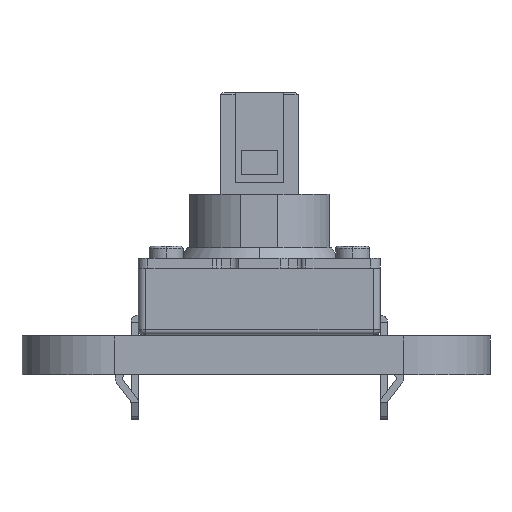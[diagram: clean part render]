
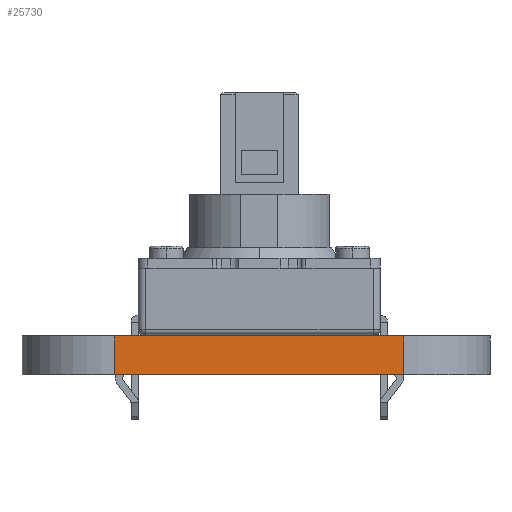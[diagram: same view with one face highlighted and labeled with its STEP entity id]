
A CAD part, front view. The second image highlights one B-rep face of the part: STEP entity #25730.
In plain terms, the highlighted planar face has unit normal (0, -1, 0).
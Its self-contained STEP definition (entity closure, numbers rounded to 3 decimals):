
#25730 = ADVANCED_FACE('',(#25731),#25745,.T.);
#25731 = FACE_BOUND('',#25732,.T.);
#25732 = EDGE_LOOP('',(#25733,#25768,#25796,#25824));
#25733 = ORIENTED_EDGE('',*,*,#25734,.T.);
#25734 = EDGE_CURVE('',#25735,#25737,#25739,.T.);
#25735 = VERTEX_POINT('',#25736);
#25736 = CARTESIAN_POINT('',(164.592,-99.314,0.));
#25737 = VERTEX_POINT('',#25738);
#25738 = CARTESIAN_POINT('',(164.592,-99.314,1.6));
#25739 = SURFACE_CURVE('',#25740,(#25744,#25756),.PCURVE_S1.);
#25740 = LINE('',#25741,#25742);
#25741 = CARTESIAN_POINT('',(164.592,-99.314,0.));
#25742 = VECTOR('',#25743,1.);
#25743 = DIRECTION('',(0.,0.,1.));
#25744 = PCURVE('',#25745,#25750);
#25745 = PLANE('',#25746);
#25746 = AXIS2_PLACEMENT_3D('',#25747,#25748,#25749);
#25747 = CARTESIAN_POINT('',(164.592,-99.314,0.));
#25748 = DIRECTION('',(0.,-1.,0.));
#25749 = DIRECTION('',(-1.,0.,0.));
#25750 = DEFINITIONAL_REPRESENTATION('',(#25751),#25755);
#25751 = LINE('',#25752,#25753);
#25752 = CARTESIAN_POINT('',(0.,-0.));
#25753 = VECTOR('',#25754,1.);
#25754 = DIRECTION('',(0.,-1.));
#25755 = ( GEOMETRIC_REPRESENTATION_CONTEXT(2) 
PARAMETRIC_REPRESENTATION_CONTEXT() REPRESENTATION_CONTEXT('2D SPACE',''
  ) );
#25756 = PCURVE('',#25757,#25762);
#25757 = CYLINDRICAL_SURFACE('',#25758,3.556);
#25758 = AXIS2_PLACEMENT_3D('',#25759,#25760,#25761);
#25759 = CARTESIAN_POINT('',(164.592,-95.758,0.));
#25760 = DIRECTION('',(-0.,-0.,-1.));
#25761 = DIRECTION('',(1.,0.,-0.));
#25762 = DEFINITIONAL_REPRESENTATION('',(#25763),#25767);
#25763 = LINE('',#25764,#25765);
#25764 = CARTESIAN_POINT('',(-4.712,0.));
#25765 = VECTOR('',#25766,1.);
#25766 = DIRECTION('',(-0.,-1.));
#25767 = ( GEOMETRIC_REPRESENTATION_CONTEXT(2) 
PARAMETRIC_REPRESENTATION_CONTEXT() REPRESENTATION_CONTEXT('2D SPACE',''
  ) );
#25768 = ORIENTED_EDGE('',*,*,#25769,.T.);
#25769 = EDGE_CURVE('',#25737,#25770,#25772,.T.);
#25770 = VERTEX_POINT('',#25771);
#25771 = CARTESIAN_POINT('',(152.654,-99.314,1.6));
#25772 = SURFACE_CURVE('',#25773,(#25777,#25784),.PCURVE_S1.);
#25773 = LINE('',#25774,#25775);
#25774 = CARTESIAN_POINT('',(164.592,-99.314,1.6));
#25775 = VECTOR('',#25776,1.);
#25776 = DIRECTION('',(-1.,0.,0.));
#25777 = PCURVE('',#25745,#25778);
#25778 = DEFINITIONAL_REPRESENTATION('',(#25779),#25783);
#25779 = LINE('',#25780,#25781);
#25780 = CARTESIAN_POINT('',(0.,-1.6));
#25781 = VECTOR('',#25782,1.);
#25782 = DIRECTION('',(1.,0.));
#25783 = ( GEOMETRIC_REPRESENTATION_CONTEXT(2) 
PARAMETRIC_REPRESENTATION_CONTEXT() REPRESENTATION_CONTEXT('2D SPACE',''
  ) );
#25784 = PCURVE('',#25785,#25790);
#25785 = PLANE('',#25786);
#25786 = AXIS2_PLACEMENT_3D('',#25787,#25788,#25789);
#25787 = CARTESIAN_POINT('',(158.487,-93.476,1.6));
#25788 = DIRECTION('',(-0.,-0.,-1.));
#25789 = DIRECTION('',(-1.,0.,0.));
#25790 = DEFINITIONAL_REPRESENTATION('',(#25791),#25795);
#25791 = LINE('',#25792,#25793);
#25792 = CARTESIAN_POINT('',(-6.105,-5.838));
#25793 = VECTOR('',#25794,1.);
#25794 = DIRECTION('',(1.,0.));
#25795 = ( GEOMETRIC_REPRESENTATION_CONTEXT(2) 
PARAMETRIC_REPRESENTATION_CONTEXT() REPRESENTATION_CONTEXT('2D SPACE',''
  ) );
#25796 = ORIENTED_EDGE('',*,*,#25797,.F.);
#25797 = EDGE_CURVE('',#25798,#25770,#25800,.T.);
#25798 = VERTEX_POINT('',#25799);
#25799 = CARTESIAN_POINT('',(152.654,-99.314,0.));
#25800 = SURFACE_CURVE('',#25801,(#25805,#25812),.PCURVE_S1.);
#25801 = LINE('',#25802,#25803);
#25802 = CARTESIAN_POINT('',(152.654,-99.314,0.));
#25803 = VECTOR('',#25804,1.);
#25804 = DIRECTION('',(0.,0.,1.));
#25805 = PCURVE('',#25745,#25806);
#25806 = DEFINITIONAL_REPRESENTATION('',(#25807),#25811);
#25807 = LINE('',#25808,#25809);
#25808 = CARTESIAN_POINT('',(11.938,0.));
#25809 = VECTOR('',#25810,1.);
#25810 = DIRECTION('',(0.,-1.));
#25811 = ( GEOMETRIC_REPRESENTATION_CONTEXT(2) 
PARAMETRIC_REPRESENTATION_CONTEXT() REPRESENTATION_CONTEXT('2D SPACE',''
  ) );
#25812 = PCURVE('',#25813,#25818);
#25813 = CYLINDRICAL_SURFACE('',#25814,3.556);
#25814 = AXIS2_PLACEMENT_3D('',#25815,#25816,#25817);
#25815 = CARTESIAN_POINT('',(152.381,-95.768,0.));
#25816 = DIRECTION('',(-0.,-0.,-1.));
#25817 = DIRECTION('',(1.,0.,-0.));
#25818 = DEFINITIONAL_REPRESENTATION('',(#25819),#25823);
#25819 = LINE('',#25820,#25821);
#25820 = CARTESIAN_POINT('',(-4.789,0.));
#25821 = VECTOR('',#25822,1.);
#25822 = DIRECTION('',(-0.,-1.));
#25823 = ( GEOMETRIC_REPRESENTATION_CONTEXT(2) 
PARAMETRIC_REPRESENTATION_CONTEXT() REPRESENTATION_CONTEXT('2D SPACE',''
  ) );
#25824 = ORIENTED_EDGE('',*,*,#25825,.F.);
#25825 = EDGE_CURVE('',#25735,#25798,#25826,.T.);
#25826 = SURFACE_CURVE('',#25827,(#25831,#25838),.PCURVE_S1.);
#25827 = LINE('',#25828,#25829);
#25828 = CARTESIAN_POINT('',(164.592,-99.314,0.));
#25829 = VECTOR('',#25830,1.);
#25830 = DIRECTION('',(-1.,0.,0.));
#25831 = PCURVE('',#25745,#25832);
#25832 = DEFINITIONAL_REPRESENTATION('',(#25833),#25837);
#25833 = LINE('',#25834,#25835);
#25834 = CARTESIAN_POINT('',(0.,-0.));
#25835 = VECTOR('',#25836,1.);
#25836 = DIRECTION('',(1.,0.));
#25837 = ( GEOMETRIC_REPRESENTATION_CONTEXT(2) 
PARAMETRIC_REPRESENTATION_CONTEXT() REPRESENTATION_CONTEXT('2D SPACE',''
  ) );
#25838 = PCURVE('',#25839,#25844);
#25839 = PLANE('',#25840);
#25840 = AXIS2_PLACEMENT_3D('',#25841,#25842,#25843);
#25841 = CARTESIAN_POINT('',(158.487,-93.476,0.));
#25842 = DIRECTION('',(-0.,-0.,-1.));
#25843 = DIRECTION('',(-1.,0.,0.));
#25844 = DEFINITIONAL_REPRESENTATION('',(#25845),#25849);
#25845 = LINE('',#25846,#25847);
#25846 = CARTESIAN_POINT('',(-6.105,-5.838));
#25847 = VECTOR('',#25848,1.);
#25848 = DIRECTION('',(1.,0.));
#25849 = ( GEOMETRIC_REPRESENTATION_CONTEXT(2) 
PARAMETRIC_REPRESENTATION_CONTEXT() REPRESENTATION_CONTEXT('2D SPACE',''
  ) );
